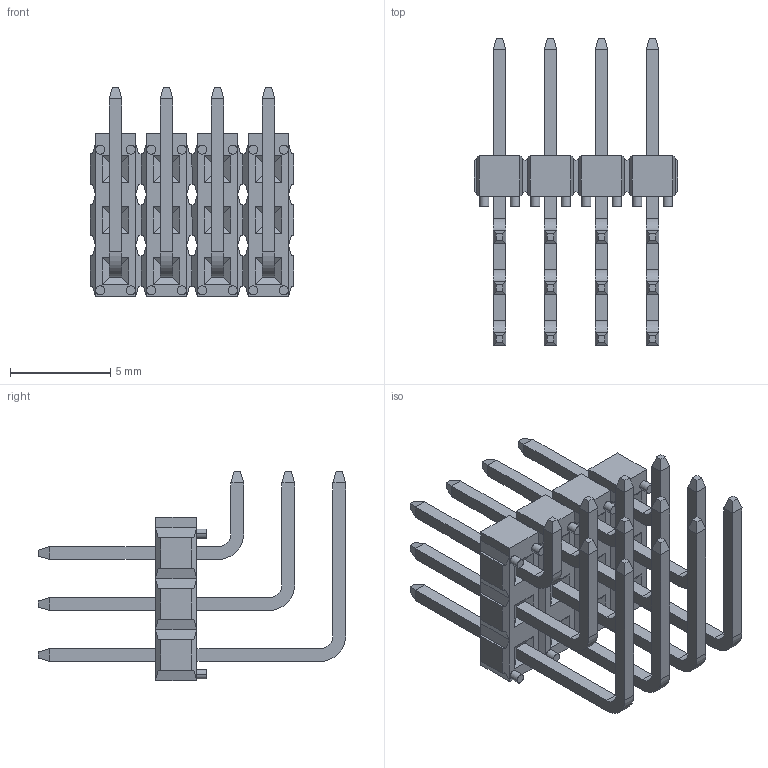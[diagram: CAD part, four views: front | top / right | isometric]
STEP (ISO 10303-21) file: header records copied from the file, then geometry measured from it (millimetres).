
FILE_DESCRIPTION (( 'STEP AP214' ), '1' );
FILE_NAME ('TSW-104-T-RA.STEP', '2012-05-30T07:06:04', ( 'ARSOW' ), ( '' ), 'SwSTEP 2.0', 'SolidWorks 2010', '' );
FILE_SCHEMA (( 'AUTOMOTIVE_DESIGN' ));
Length unit declared in the file: metre
Products named in the file (5): T-1S6-X_-11 right angle-1_2; T-1S6-X_-08 right angle-1_2; T-1S6-X_-09 right angle-1_2; TSW-4-T-RA-1_2; TSW-104-T-RA
Assembly tree (13 placements, depth 2):
  TSW-104-T-RA
    T-1S6-X_-08 right angle-1_2  x4
    TSW-4-T-RA-1_2
    T-1S6-X_-11 right angle-1_2  x4
    T-1S6-X_-09 right angle-1_2  x4
Bounding box: 10.16 x 15.3 x 10.41 mm (x, y, z)
Volume: 229.9 mm3; surface area: 893 mm2
Topology: 13 solids, 13 shells, 564 faces, 1410 edges, 876 vertices
Faces by surface type: plane 508, cylinder 56
Entity records: 16721 total; most frequent: CARTESIAN_POINT 2128, ORIENTED_EDGE 2100, DIRECTION 1962, EDGE_CURVE 1050, LINE 974, VECTOR 974, VERTEX_POINT 660, AXIS2_PLACEMENT_3D 494
